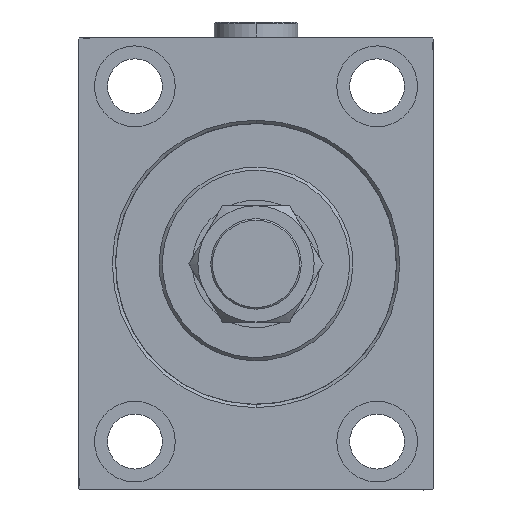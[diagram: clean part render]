
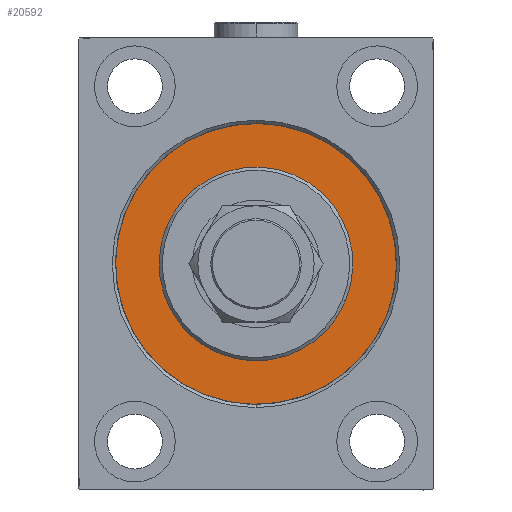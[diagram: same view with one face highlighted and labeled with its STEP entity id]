
A CAD part, left-side view. The second image highlights one B-rep face of the part: STEP entity #20592.
In plain terms, the highlighted face is planar.
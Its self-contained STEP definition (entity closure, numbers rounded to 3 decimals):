
#94 = DIRECTION ( 'NONE',  ( -1., 0., 0. ) ) ;
#1041 = CARTESIAN_POINT ( 'NONE',  ( 0., 0., 0. ) ) ;
#1369 = CIRCLE ( 'NONE', #27197, 43.5 ) ;
#1740 = ORIENTED_EDGE ( 'NONE', *, *, #8226, .F. ) ;
#2700 = AXIS2_PLACEMENT_3D ( 'NONE', #35995, #94, #3435 ) ;
#3435 = DIRECTION ( 'NONE',  ( 0., 0., 1. ) ) ;
#4412 = AXIS2_PLACEMENT_3D ( 'NONE', #13373, #17402, #9811 ) ;
#6551 = PLANE ( 'NONE',  #2700 ) ;
#7268 = DIRECTION ( 'NONE',  ( -1., 0., 0. ) ) ;
#7799 = VERTEX_POINT ( 'NONE', #34343 ) ;
#7938 = VERTEX_POINT ( 'NONE', #30575 ) ;
#8226 = EDGE_CURVE ( 'NONE', #7799, #37605, #27521, .T. ) ;
#9811 = DIRECTION ( 'NONE',  ( 0., 0., -1. ) ) ;
#10117 = FACE_OUTER_BOUND ( 'NONE', #14731, .T. ) ;
#10503 = DIRECTION ( 'NONE',  ( 1., 0., 0. ) ) ;
#10806 = FACE_BOUND ( 'NONE', #33124, .T. ) ;
#11298 = CARTESIAN_POINT ( 'NONE',  ( 0., 0., 0. ) ) ;
#13373 = CARTESIAN_POINT ( 'NONE',  ( 0., 0., 0. ) ) ;
#14731 = EDGE_LOOP ( 'NONE', ( #32395, #1740 ) ) ;
#14960 = VERTEX_POINT ( 'NONE', #42622 ) ;
#17151 = CARTESIAN_POINT ( 'NONE',  ( 0., 0., -43.5 ) ) ;
#17402 = DIRECTION ( 'NONE',  ( 1., 0., 0. ) ) ;
#20592 = ADVANCED_FACE ( 'NONE', ( #10806, #10117 ), #6551, .F. ) ;
#26937 = EDGE_CURVE ( 'NONE', #37605, #7799, #1369, .T. ) ;
#27197 = AXIS2_PLACEMENT_3D ( 'NONE', #11298, #7268, #40546 ) ;
#27374 = EDGE_CURVE ( 'NONE', #14960, #7938, #33243, .T. ) ;
#27521 = CIRCLE ( 'NONE', #37384, 43.5 ) ;
#30575 = CARTESIAN_POINT ( 'NONE',  ( 0., 0., -30. ) ) ;
#31634 = ORIENTED_EDGE ( 'NONE', *, *, #27374, .F. ) ;
#32395 = ORIENTED_EDGE ( 'NONE', *, *, #26937, .F. ) ;
#33124 = EDGE_LOOP ( 'NONE', ( #31634, #41120 ) ) ;
#33243 = CIRCLE ( 'NONE', #4412, 30. ) ;
#34343 = CARTESIAN_POINT ( 'NONE',  ( 0., 0., 43.5 ) ) ;
#35995 = CARTESIAN_POINT ( 'NONE',  ( 0., 0., 0. ) ) ;
#37384 = AXIS2_PLACEMENT_3D ( 'NONE', #1041, #38145, #41008 ) ;
#37605 = VERTEX_POINT ( 'NONE', #17151 ) ;
#38145 = DIRECTION ( 'NONE',  ( -1., 0., 0. ) ) ;
#39283 = DIRECTION ( 'NONE',  ( 0., 0., -1. ) ) ;
#40168 = CIRCLE ( 'NONE', #43973, 30. ) ;
#40546 = DIRECTION ( 'NONE',  ( 0., 0., 1. ) ) ;
#41008 = DIRECTION ( 'NONE',  ( 0., 0., 1. ) ) ;
#41120 = ORIENTED_EDGE ( 'NONE', *, *, #45759, .F. ) ;
#42622 = CARTESIAN_POINT ( 'NONE',  ( 0., 0., 30. ) ) ;
#43973 = AXIS2_PLACEMENT_3D ( 'NONE', #46654, #10503, #39283 ) ;
#45759 = EDGE_CURVE ( 'NONE', #7938, #14960, #40168, .T. ) ;
#46654 = CARTESIAN_POINT ( 'NONE',  ( 0., 0., 0. ) ) ;
